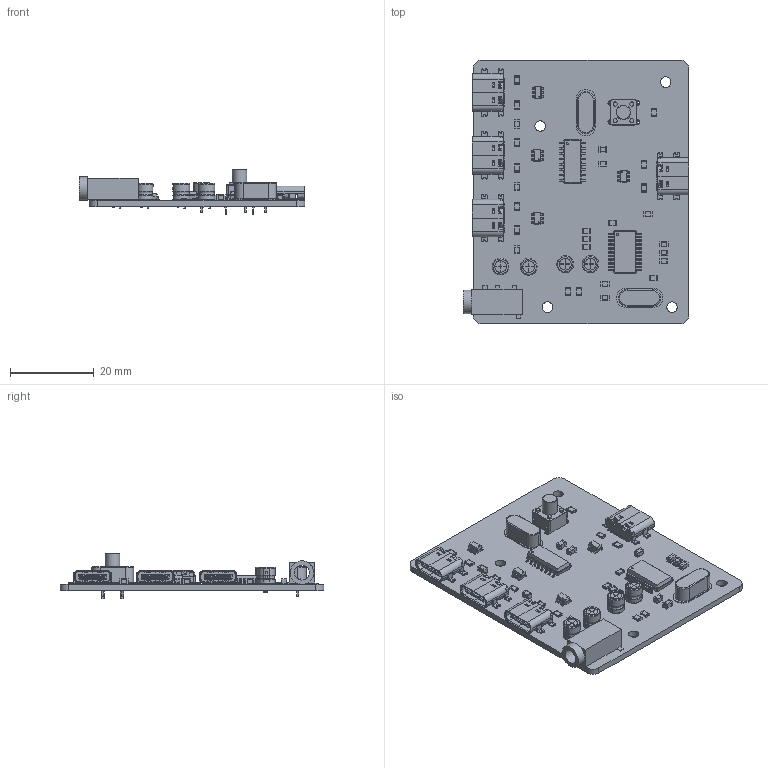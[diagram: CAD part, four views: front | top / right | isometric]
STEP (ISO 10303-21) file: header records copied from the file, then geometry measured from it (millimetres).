
FILE_DESCRIPTION(('KiCad electronic assembly'),'2;1');
FILE_NAME('PCB.step','2025-12-05T17:52:03',('Pcbnew'),('Kicad'), 'Open CASCADE STEP processor 7.9','KiCad to STEP converter','Unknown' );
FILE_SCHEMA(('AUTOMOTIVE_DESIGN { 1 0 10303 214 1 1 1 1 }'));
Length unit declared in the file: millimetre
Products named in the file (12): PCB 1; SOT-23-6; USB_C_Receptacle_GCT_USB4110-xx-A_16P_TopMnt_Horizontal; R_0805_2012Metric; CP_Radial_D4.0mm_P1.50mm; C_0805_2012Metric; SSOP-28_5.3x10.2mm_P0.65mm; TRRS20153; SW_PUSH_6mm_H7.3mm; SOP-16_4.4x10.4mm_P1.27mm; Crystal_HC49-4H_Vertical; PCB_PCB
Assembly tree (46 placements, depth 2):
  PCB 1
    SOT-23-6  x4
    USB_C_Receptacle_GCT_USB4110-xx-A_16P_TopMnt_Horizontal  x4
    R_0805_2012Metric  x16
    CP_Radial_D4.0mm_P1.50mm  x4
    C_0805_2012Metric  x11
    SSOP-28_5.3x10.2mm_P0.65mm
    TRRS20153
    SW_PUSH_6mm_H7.3mm
    SOP-16_4.4x10.4mm_P1.27mm
    Crystal_HC49-4H_Vertical  x2
    PCB_PCB
Bounding box: 53.88 x 63 x 10.8 mm (x, y, z)
Volume: 6521.7 mm3; surface area: 11352.8 mm2
Topology: 186 solids, 190 shells, 4843 faces, 12272 edges, 7818 vertices
Faces by surface type: plane 3433, cylinder 1209, bspline 128, cone 32, revolution 24, torus 17
Full cylindrical faces by diameter (mm): 0.3 x8, 0.5 x12, 0.6 x8, 0.65 x8, 0.8 x4, 1 x4, 1.1 x4, 1.5 x2, 2.5 x4, 3.5 x1, 3.6 x1, 5.6 x1
Entity records: 68241 total; most frequent: CARTESIAN_POINT 10402, ORIENTED_EDGE 9160, DIRECTION 8949, EDGE_CURVE 4580, LINE 3497, VECTOR 3497, VERTEX_POINT 2912, AXIS2_PLACEMENT_3D 2723
